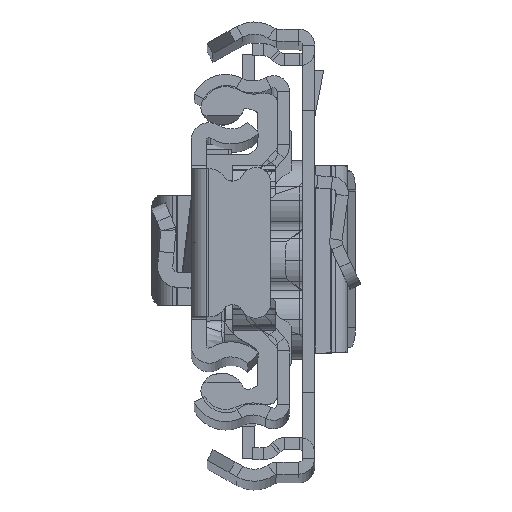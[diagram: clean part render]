
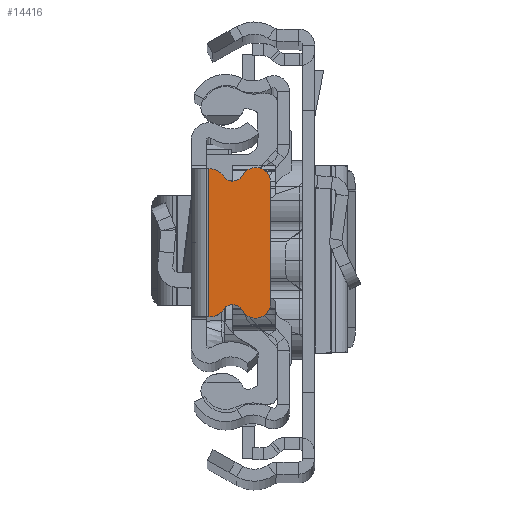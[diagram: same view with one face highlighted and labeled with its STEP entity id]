
A CAD part, top view. The second image highlights one B-rep face of the part: STEP entity #14416.
In plain terms, the highlighted planar face has unit normal (0, 0, 1).
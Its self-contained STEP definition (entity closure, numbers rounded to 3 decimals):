
#42 = VECTOR ( 'NONE', #10075, 1000. ) ;
#88 = CARTESIAN_POINT ( 'NONE',  ( -7.929, -6., 0. ) ) ;
#810 = EDGE_CURVE ( 'NONE', #8028, #23841, #5184, .T. ) ;
#899 = CARTESIAN_POINT ( 'NONE',  ( -1.929, -7.37, 0. ) ) ;
#1206 = CIRCLE ( 'NONE', #22181, 1.1 ) ;
#1371 = DIRECTION ( 'NONE',  ( -1., 0., 0. ) ) ;
#1620 = DIRECTION ( 'NONE',  ( 0., 0., -1. ) ) ;
#2624 = ORIENTED_EDGE ( 'NONE', *, *, #22050, .F. ) ;
#2646 = CIRCLE ( 'NONE', #7154, 1.5 ) ;
#3109 = DIRECTION ( 'NONE',  ( 0., 0., 1. ) ) ;
#3146 = ORIENTED_EDGE ( 'NONE', *, *, #8486, .T. ) ;
#4128 = DIRECTION ( 'NONE',  ( 1., 0., 0. ) ) ;
#4372 = CARTESIAN_POINT ( 'NONE',  ( -1.75, -7.37, 0. ) ) ;
#5020 = DIRECTION ( 'NONE',  ( -1., 0., 0. ) ) ;
#5184 = LINE ( 'NONE', #12649, #21326 ) ;
#5300 = VERTEX_POINT ( 'NONE', #8702 ) ;
#5688 = DIRECTION ( 'NONE',  ( 0., 0., 1. ) ) ;
#5757 = CARTESIAN_POINT ( 'NONE',  ( -1.929, 5.87, 0. ) ) ;
#6890 = DIRECTION ( 'NONE',  ( 0., -1., 0. ) ) ;
#7154 = AXIS2_PLACEMENT_3D ( 'NONE', #17093, #17355, #24934 ) ;
#7201 = DIRECTION ( 'NONE',  ( 0., 0., -1. ) ) ;
#7462 = ORIENTED_EDGE ( 'NONE', *, *, #18037, .T. ) ;
#8028 = VERTEX_POINT ( 'NONE', #24081 ) ;
#8437 = ORIENTED_EDGE ( 'NONE', *, *, #20759, .F. ) ;
#8486 = EDGE_CURVE ( 'NONE', #22298, #22270, #1206, .T. ) ;
#8702 = CARTESIAN_POINT ( 'NONE',  ( -7.929, 6., 0. ) ) ;
#8764 = LINE ( 'NONE', #899, #21445 ) ;
#9156 = ORIENTED_EDGE ( 'NONE', *, *, #10470, .T. ) ;
#9188 = ORIENTED_EDGE ( 'NONE', *, *, #14553, .T. ) ;
#9565 = CARTESIAN_POINT ( 'NONE',  ( 494.071, 0., 0. ) ) ;
#9805 = CARTESIAN_POINT ( 'NONE',  ( -1.929, 7.37, 0. ) ) ;
#10075 = DIRECTION ( 'NONE',  ( 1., 0., 0. ) ) ;
#10470 = EDGE_CURVE ( 'NONE', #15427, #20349, #20133, .T. ) ;
#11822 = DIRECTION ( 'NONE',  ( 0., 0., 1. ) ) ;
#12133 = LINE ( 'NONE', #9805, #42 ) ;
#12627 = AXIS2_PLACEMENT_3D ( 'NONE', #20719, #3109, #22403 ) ;
#12649 = CARTESIAN_POINT ( 'NONE',  ( -1.75, 0., 0. ) ) ;
#13101 = CARTESIAN_POINT ( 'NONE',  ( -4.142, 7.236, 0. ) ) ;
#13149 = AXIS2_PLACEMENT_3D ( 'NONE', #19252, #1620, #1371 ) ;
#13458 = ORIENTED_EDGE ( 'NONE', *, *, #810, .F. ) ;
#13556 = VERTEX_POINT ( 'NONE', #88 ) ;
#13706 = AXIS2_PLACEMENT_3D ( 'NONE', #20180, #23671, #4128 ) ;
#13816 = CARTESIAN_POINT ( 'NONE',  ( -3.206, -6.658, 0. ) ) ;
#14115 = DIRECTION ( 'NONE',  ( -1., 0., 0. ) ) ;
#14416 = ADVANCED_FACE ( 'NONE', ( #25004 ), #17541, .T. ) ;
#14553 = EDGE_CURVE ( 'NONE', #22270, #5300, #2646, .T. ) ;
#15427 = VERTEX_POINT ( 'NONE', #15938 ) ;
#15434 = CARTESIAN_POINT ( 'NONE',  ( -1.929, -7.37, 0. ) ) ;
#15481 = EDGE_CURVE ( 'NONE', #13556, #15427, #19873, .T. ) ;
#15685 = EDGE_LOOP ( 'NONE', ( #13458, #8437, #18417, #3146, #9188, #18598, #16253, #9156, #7462, #2624 ) ) ;
#15871 = EDGE_CURVE ( 'NONE', #18981, #22298, #18267, .T. ) ;
#15938 = CARTESIAN_POINT ( 'NONE',  ( -5.109, -6.713, 0. ) ) ;
#16253 = ORIENTED_EDGE ( 'NONE', *, *, #15481, .T. ) ;
#16668 = CARTESIAN_POINT ( 'NONE',  ( -7.929, -6., 0. ) ) ;
#17035 = DIRECTION ( 'NONE',  ( 1., 0., 0. ) ) ;
#17093 = CARTESIAN_POINT ( 'NONE',  ( -6.429, 6., 0. ) ) ;
#17355 = DIRECTION ( 'NONE',  ( 0., 0., 1. ) ) ;
#17541 = PLANE ( 'NONE',  #19053 ) ;
#17631 = CARTESIAN_POINT ( 'NONE',  ( -5.109, 6.713, 0. ) ) ;
#18037 = EDGE_CURVE ( 'NONE', #20349, #24787, #18400, .T. ) ;
#18267 = CIRCLE ( 'NONE', #20688, 1.5 ) ;
#18400 = CIRCLE ( 'NONE', #12627, 1.5 ) ;
#18417 = ORIENTED_EDGE ( 'NONE', *, *, #15871, .T. ) ;
#18598 = ORIENTED_EDGE ( 'NONE', *, *, #20192, .T. ) ;
#18981 = VERTEX_POINT ( 'NONE', #23594 ) ;
#19053 = AXIS2_PLACEMENT_3D ( 'NONE', #9565, #5688, #17035 ) ;
#19252 = CARTESIAN_POINT ( 'NONE',  ( -4.142, -7.236, 0. ) ) ;
#19873 = CIRCLE ( 'NONE', #13706, 1.5 ) ;
#20133 = CIRCLE ( 'NONE', #13149, 1.1 ) ;
#20180 = CARTESIAN_POINT ( 'NONE',  ( -6.429, -6., 0. ) ) ;
#20192 = EDGE_CURVE ( 'NONE', #5300, #13556, #20514, .T. ) ;
#20349 = VERTEX_POINT ( 'NONE', #13816 ) ;
#20514 = LINE ( 'NONE', #16668, #21766 ) ;
#20688 = AXIS2_PLACEMENT_3D ( 'NONE', #5757, #11822, #14115 ) ;
#20719 = CARTESIAN_POINT ( 'NONE',  ( -1.929, -5.87, 0. ) ) ;
#20759 = EDGE_CURVE ( 'NONE', #18981, #8028, #12133, .T. ) ;
#21094 = CARTESIAN_POINT ( 'NONE',  ( -3.206, 6.658, 0. ) ) ;
#21326 = VECTOR ( 'NONE', #24875, 1000. ) ;
#21445 = VECTOR ( 'NONE', #5020, 1000. ) ;
#21766 = VECTOR ( 'NONE', #6890, 1000. ) ;
#22050 = EDGE_CURVE ( 'NONE', #23841, #24787, #8764, .T. ) ;
#22181 = AXIS2_PLACEMENT_3D ( 'NONE', #13101, #7201, #22764 ) ;
#22270 = VERTEX_POINT ( 'NONE', #17631 ) ;
#22298 = VERTEX_POINT ( 'NONE', #21094 ) ;
#22403 = DIRECTION ( 'NONE',  ( 1., 0., 0. ) ) ;
#22764 = DIRECTION ( 'NONE',  ( 1., 0., 0. ) ) ;
#23594 = CARTESIAN_POINT ( 'NONE',  ( -1.929, 7.37, 0. ) ) ;
#23671 = DIRECTION ( 'NONE',  ( 0., 0., 1. ) ) ;
#23841 = VERTEX_POINT ( 'NONE', #4372 ) ;
#24081 = CARTESIAN_POINT ( 'NONE',  ( -1.75, 7.37, 0. ) ) ;
#24787 = VERTEX_POINT ( 'NONE', #15434 ) ;
#24875 = DIRECTION ( 'NONE',  ( 0., -1., 0. ) ) ;
#24934 = DIRECTION ( 'NONE',  ( -1., 0., 0. ) ) ;
#25004 = FACE_OUTER_BOUND ( 'NONE', #15685, .T. ) ;
